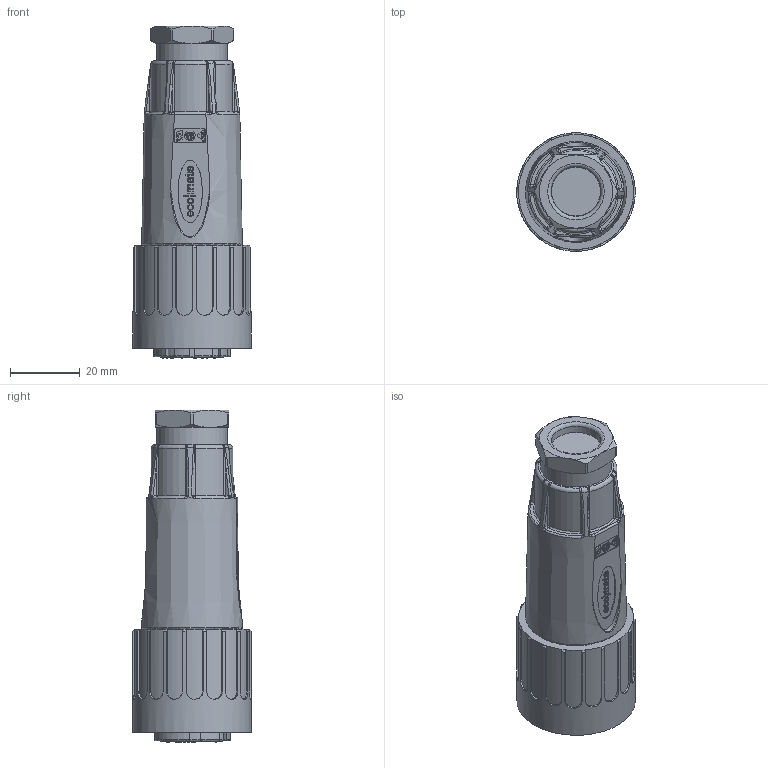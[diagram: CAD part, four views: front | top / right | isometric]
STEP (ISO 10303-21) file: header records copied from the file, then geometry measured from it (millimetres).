
FILE_DESCRIPTION(/* description */ (''),/* implementation_level */ '2;1');
FILE_NAME(/* name */ 'c016 10e015 003 1nxc001-02.stp',/* time_stamp */ '2019-07-08T08:38:36+02:00',/* author */ (''),/* organization */ (''),/* preprocessor_version */ 'ST-DEVELOPER v16.7',/* originating_system */ 'SIEMENS PLM Software NX 12.0',/* authorisation */ '');
FILE_SCHEMA (('AUTOMOTIVE_DESIGN { 1 0 10303 214 3 1 1 1 }'));
Length unit declared in the file: millimetre
Products named in the file (1): c016 10e015 003 1nxc001-02
Bounding box: 34 x 34 x 95.3 mm (x, y, z)
Volume: 55176.5 mm3; surface area: 13809.7 mm2
Topology: 1 solids, 2 shells, 1285 faces, 3366 edges, 2171 vertices
Faces by surface type: plane 707, cylinder 289, bspline 180, torus 55, cone 38, sphere 12, extrusion 4
Full cylindrical faces by diameter (mm): 0.12 x1, 0.24 x2, 0.25 x1, 3 x4, 20.4 x1, 22 x2, 30.2 x1, 34 x1
Entity records: 42598 total; most frequent: CARTESIAN_POINT 12608, ORIENTED_EDGE 6616, DIRECTION 5657, EDGE_CURVE 3308, VERTEX_POINT 2155, VECTOR 2053, LINE 2049, AXIS2_PLACEMENT_3D 1802
